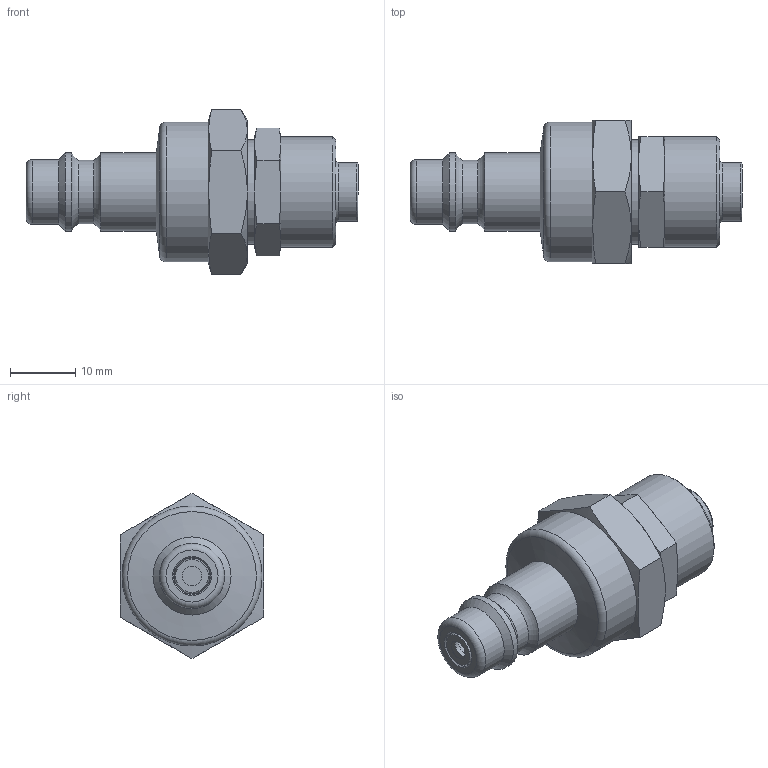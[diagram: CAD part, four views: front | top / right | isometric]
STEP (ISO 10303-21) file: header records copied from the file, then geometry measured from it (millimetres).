
FILE_DESCRIPTION(/* description */ (''),/* implementation_level */ '2;1');
FILE_NAME(/* name */ 'ES 9 SQAB.stp',/* time_stamp */ '2023-01-16T08:00:21+01:00',/* author */ ('stefan.foerster'),/* organization */ (''),/* preprocessor_version */ 'ST-DEVELOPER v18.1',/* originating_system */ 'Autodesk Inventor 2022',/* authorisation */ '0 mm^3');
FILE_SCHEMA (('AUTOMOTIVE_DESIGN { 1 0 10303 214 3 1 1 }','AP242_MANAGED_MODEL_BASED_3D_ENGINEERING_MIM_LF { 1 0 10303 442 1 1 4 }'));
Length unit declared in the file: millimetre
Products named in the file (1): LUE_00041715_Vereinfachen_1
Bounding box: 51 x 22 x 25.4 mm (x, y, z)
Volume: 9748.3 mm3; surface area: 4175.1 mm2
Topology: 1 solids, 1 shells, 78 faces, 169 edges, 103 vertices
Faces by surface type: cone 29, plane 24, cylinder 17, torus 8
Full cylindrical faces by diameter (mm): 3 x1, 3.3 x1, 5.45 x1, 5.6 x1, 7 x1, 9 x1, 9.5 x1, 9.75 x1, 10 x1, 11 x1, 12 x2, 12.3 x1, 15.05 x1, 16 x1, 17 x1, 21.5 x1
Entity records: 2215 total; most frequent: CARTESIAN_POINT 434, DIRECTION 370, ORIENTED_EDGE 336, EDGE_CURVE 168, AXIS2_PLACEMENT_3D 165, VERTEX_POINT 103, EDGE_LOOP 89, CIRCLE 86
